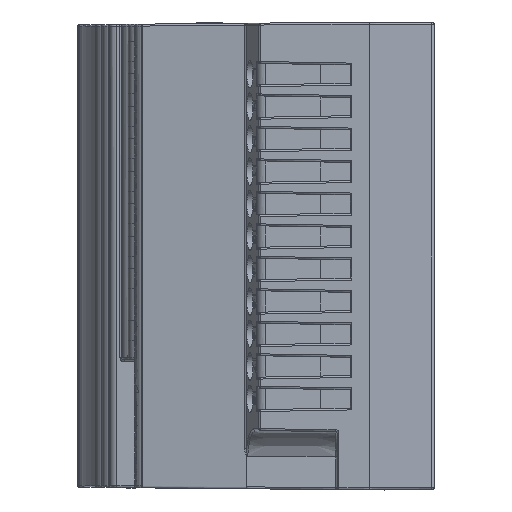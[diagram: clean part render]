
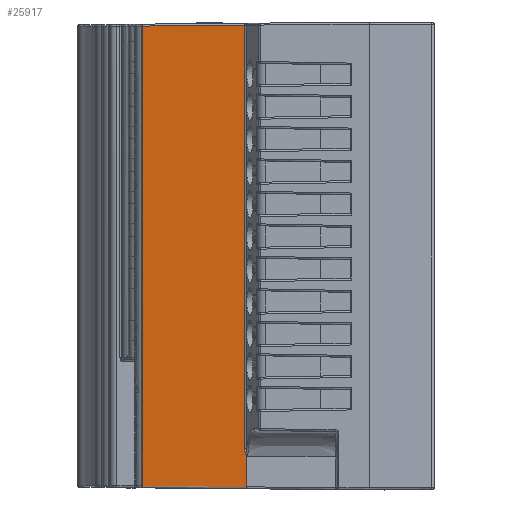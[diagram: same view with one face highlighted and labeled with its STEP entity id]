
A CAD part, left-side view. The second image highlights one B-rep face of the part: STEP entity #25917.
In plain terms, the highlighted planar face has unit normal (-0.992, 0.124, 0).
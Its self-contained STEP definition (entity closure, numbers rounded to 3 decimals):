
#526 = CARTESIAN_POINT ( 'NONE',  ( -66.773, 9.607, 59.686 ) ) ;
#2110 = LINE ( 'NONE', #76409, #79106 ) ;
#6400 = CARTESIAN_POINT ( 'NONE',  ( -66.774, 9.593, -6.961 ) ) ;
#7459 = VECTOR ( 'NONE', #117066, 1000. ) ;
#8786 = CARTESIAN_POINT ( 'NONE',  ( -66.746, 9.817, -6.095 ) ) ;
#8859 = B_SPLINE_CURVE_WITH_KNOTS ( 'NONE', 3,
 ( #74646, #84723, #128537, #26699, #117996, #58341, #78545, #57051, #67986, #68432, #117176, #57904, #17075 ),
 .UNSPECIFIED., .F., .F.,
 ( 4, 3, 3, 3, 4 ),
 ( 0., 0., 0., 0., 0. ),
 .UNSPECIFIED. ) ;
#10203 = DIRECTION ( 'NONE',  ( 0.992, -0.124, 0. ) ) ;
#11766 = CARTESIAN_POINT ( 'NONE',  ( -66.773, 9.607, 59.686 ) ) ;
#14983 = CARTESIAN_POINT ( 'NONE',  ( -66.746, 9.817, 59.219 ) ) ;
#16206 = DIRECTION ( 'NONE',  ( 0., 0., -1. ) ) ;
#17075 = CARTESIAN_POINT ( 'NONE',  ( -66.774, 9.593, -6.961 ) ) ;
#17830 = FACE_OUTER_BOUND ( 'NONE', #46353, .T. ) ;
#18837 = CARTESIAN_POINT ( 'NONE',  ( -66.746, 9.817, -5.914 ) ) ;
#19153 = VECTOR ( 'NONE', #38976, 1000. ) ;
#19606 = VERTEX_POINT ( 'NONE', #100839 ) ;
#23456 = LINE ( 'NONE', #63250, #127168 ) ;
#24188 = ORIENTED_EDGE ( 'NONE', *, *, #123041, .F. ) ;
#25917 = ADVANCED_FACE ( 'NONE', ( #17830 ), #70330, .F. ) ;
#26699 = CARTESIAN_POINT ( 'NONE',  ( -66.773, 9.606, -6.987 ) ) ;
#29376 = EDGE_CURVE ( 'NONE', #59119, #94925, #118939, .T. ) ;
#31675 = CARTESIAN_POINT ( 'NONE',  ( -66.773, 9.607, 59.686 ) ) ;
#33020 = ORIENTED_EDGE ( 'NONE', *, *, #66385, .T. ) ;
#38270 = EDGE_CURVE ( 'NONE', #94925, #75073, #23456, .T. ) ;
#38976 = DIRECTION ( 'NONE',  ( -0.124, -0.992, -0.009 ) ) ;
#39362 = CARTESIAN_POINT ( 'NONE',  ( -66.773, 9.607, -11.848 ) ) ;
#46353 = EDGE_LOOP ( 'NONE', ( #80140, #69972, #33020, #73453, #24188, #105879, #48501, #76610 ) ) ;
#47446 = VECTOR ( 'NONE', #102416, 1000. ) ;
#48501 = ORIENTED_EDGE ( 'NONE', *, *, #73296, .T. ) ;
#50726 = EDGE_CURVE ( 'NONE', #76963, #98194, #80530, .T. ) ;
#54401 = DIRECTION ( 'NONE',  ( 0.124, 0.992, -0.009 ) ) ;
#56069 = CARTESIAN_POINT ( 'NONE',  ( -66.746, 9.817, 59.221 ) ) ;
#56353 = EDGE_CURVE ( 'NONE', #102391, #59119, #125152, .T. ) ;
#57051 = CARTESIAN_POINT ( 'NONE',  ( -66.773, 9.6, -6.967 ) ) ;
#57904 = CARTESIAN_POINT ( 'NONE',  ( -66.774, 9.595, -6.962 ) ) ;
#58341 = CARTESIAN_POINT ( 'NONE',  ( -66.773, 9.604, -6.974 ) ) ;
#58843 = CARTESIAN_POINT ( 'NONE',  ( -66.768, 9.639, -6.882 ) ) ;
#59119 = VERTEX_POINT ( 'NONE', #122823 ) ;
#63250 = CARTESIAN_POINT ( 'NONE',  ( -64.773, 25.604, 59.081 ) ) ;
#63579 = DIRECTION ( 'NONE',  ( 0., 0., -1. ) ) ;
#64117 = CARTESIAN_POINT ( 'NONE',  ( -66.773, 9.607, -7.003 ) ) ;
#66385 = EDGE_CURVE ( 'NONE', #75073, #19606, #2110, .T. ) ;
#67986 = CARTESIAN_POINT ( 'NONE',  ( -66.774, 9.598, -6.965 ) ) ;
#68432 = CARTESIAN_POINT ( 'NONE',  ( -66.774, 9.597, -6.963 ) ) ;
#68913 = CARTESIAN_POINT ( 'NONE',  ( -66.748, 9.8, -6.274 ) ) ;
#69972 = ORIENTED_EDGE ( 'NONE', *, *, #38270, .T. ) ;
#70330 = PLANE ( 'NONE',  #71069 ) ;
#71069 = AXIS2_PLACEMENT_3D ( 'NONE', #526, #10203, #101489 ) ;
#73296 = EDGE_CURVE ( 'NONE', #76963, #102391, #8859, .T. ) ;
#73453 = ORIENTED_EDGE ( 'NONE', *, *, #111707, .T. ) ;
#74646 = CARTESIAN_POINT ( 'NONE',  ( -66.773, 9.607, -7.003 ) ) ;
#75073 = VERTEX_POINT ( 'NONE', #130102 ) ;
#75984 = CARTESIAN_POINT ( 'NONE',  ( -66.774, 9.593, -6.961 ) ) ;
#76409 = CARTESIAN_POINT ( 'NONE',  ( -64.778, 25.561, 59.686 ) ) ;
#76610 = ORIENTED_EDGE ( 'NONE', *, *, #56353, .T. ) ;
#76963 = VERTEX_POINT ( 'NONE', #64117 ) ;
#77317 = LINE ( 'NONE', #99062, #19153 ) ;
#78545 = CARTESIAN_POINT ( 'NONE',  ( -66.773, 9.601, -6.968 ) ) ;
#79106 = VECTOR ( 'NONE', #16206, 1000. ) ;
#79468 = CARTESIAN_POINT ( 'NONE',  ( -66.764, 9.673, -6.796 ) ) ;
#80140 = ORIENTED_EDGE ( 'NONE', *, *, #29376, .T. ) ;
#80530 = LINE ( 'NONE', #31675, #47446 ) ;
#84723 = CARTESIAN_POINT ( 'NONE',  ( -66.773, 9.607, -6.998 ) ) ;
#86447 = CARTESIAN_POINT ( 'NONE',  ( -66.755, 9.749, -6.537 ) ) ;
#88020 = VERTEX_POINT ( 'NONE', #123078 ) ;
#94925 = VERTEX_POINT ( 'NONE', #14983 ) ;
#98194 = VERTEX_POINT ( 'NONE', #39362 ) ;
#99062 = CARTESIAN_POINT ( 'NONE',  ( -66.696, 10.222, -11.843 ) ) ;
#100839 = CARTESIAN_POINT ( 'NONE',  ( -64.778, 25.561, -11.709 ) ) ;
#101489 = DIRECTION ( 'NONE',  ( 0.124, 0.992, 0. ) ) ;
#102391 = VERTEX_POINT ( 'NONE', #6400 ) ;
#102416 = DIRECTION ( 'NONE',  ( 0., 0., -1. ) ) ;
#105735 = VECTOR ( 'NONE', #63579, 1000. ) ;
#105879 = ORIENTED_EDGE ( 'NONE', *, *, #50726, .F. ) ;
#111707 = EDGE_CURVE ( 'NONE', #19606, #88020, #77317, .T. ) ;
#116700 = LINE ( 'NONE', #11766, #105735 ) ;
#117066 = DIRECTION ( 'NONE',  ( 0., 0., 1. ) ) ;
#117176 = CARTESIAN_POINT ( 'NONE',  ( -66.774, 9.596, -6.962 ) ) ;
#117996 = CARTESIAN_POINT ( 'NONE',  ( -66.773, 9.605, -6.981 ) ) ;
#118939 = LINE ( 'NONE', #56069, #7459 ) ;
#122823 = CARTESIAN_POINT ( 'NONE',  ( -66.746, 9.817, -5.914 ) ) ;
#123041 = EDGE_CURVE ( 'NONE', #98194, #88020, #116700, .T. ) ;
#123078 = CARTESIAN_POINT ( 'NONE',  ( -66.773, 9.607, -11.848 ) ) ;
#125152 = B_SPLINE_CURVE_WITH_KNOTS ( 'NONE', 3,
 ( #75984, #58843, #79468, #129063, #86447, #68913, #8786, #18837 ),
 .UNSPECIFIED., .F., .F.,
 ( 4, 2, 2, 4 ),
 ( 0., 0., 0.001, 0.001 ),
 .UNSPECIFIED. ) ;
#127168 = VECTOR ( 'NONE', #54401, 1000. ) ;
#128537 = CARTESIAN_POINT ( 'NONE',  ( -66.773, 9.607, -6.992 ) ) ;
#129063 = CARTESIAN_POINT ( 'NONE',  ( -66.757, 9.727, -6.624 ) ) ;
#130102 = CARTESIAN_POINT ( 'NONE',  ( -64.778, 25.561, 59.081 ) ) ;
